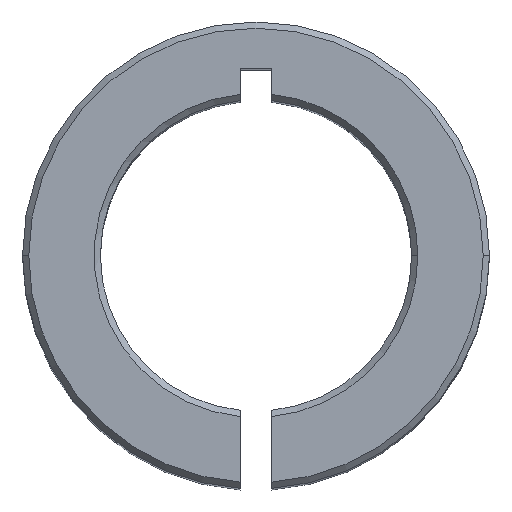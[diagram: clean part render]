
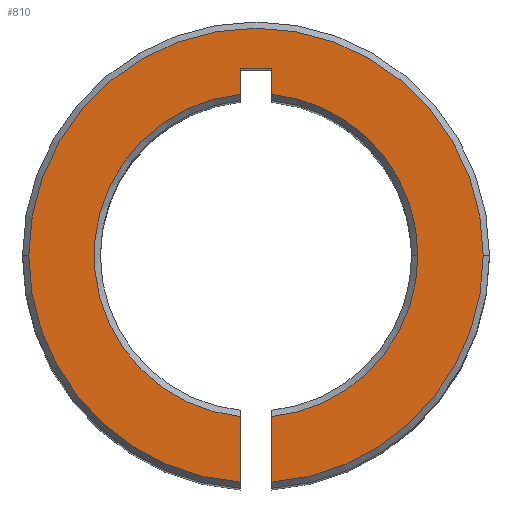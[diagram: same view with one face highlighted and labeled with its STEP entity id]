
A CAD part, top view. The second image highlights one B-rep face of the part: STEP entity #810.
In plain terms, the highlighted planar face has unit normal (0, 0, 1).
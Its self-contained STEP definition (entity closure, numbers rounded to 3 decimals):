
#12 = LINE ( 'NONE', #539, #739 ) ;
#15 = CARTESIAN_POINT ( 'NONE',  ( 0.5, -7.283, 29.5 ) ) ;
#16 = EDGE_CURVE ( 'NONE', #666, #425, #12, .T. ) ;
#25 = ORIENTED_EDGE ( 'NONE', *, *, #557, .T. ) ;
#31 = CARTESIAN_POINT ( 'NONE',  ( 5.2, 0., 29.5 ) ) ;
#42 = CARTESIAN_POINT ( 'NONE',  ( -0.5, 6., 29.5 ) ) ;
#47 = LINE ( 'NONE', #346, #228 ) ;
#49 = AXIS2_PLACEMENT_3D ( 'NONE', #219, #725, #265 ) ;
#73 = VECTOR ( 'NONE', #374, 1000. ) ;
#88 = CARTESIAN_POINT ( 'NONE',  ( 0., 0., 29.5 ) ) ;
#92 = DIRECTION ( 'NONE',  ( 0., 0., 1. ) ) ;
#95 = VERTEX_POINT ( 'NONE', #166 ) ;
#118 = VERTEX_POINT ( 'NONE', #811 ) ;
#121 = VERTEX_POINT ( 'NONE', #423 ) ;
#126 = LINE ( 'NONE', #233, #398 ) ;
#129 = VERTEX_POINT ( 'NONE', #491 ) ;
#132 = CIRCLE ( 'NONE', #383, 5.2 ) ;
#134 = AXIS2_PLACEMENT_3D ( 'NONE', #464, #92, #693 ) ;
#141 = FACE_OUTER_BOUND ( 'NONE', #170, .T. ) ;
#158 = ORIENTED_EDGE ( 'NONE', *, *, #16, .F. ) ;
#160 = ORIENTED_EDGE ( 'NONE', *, *, #470, .F. ) ;
#166 = CARTESIAN_POINT ( 'NONE',  ( -0.5, 5.176, 29.5 ) ) ;
#170 = EDGE_LOOP ( 'NONE', ( #220, #25, #160, #158, #462, #527, #261, #656, #326, #498, #534 ) ) ;
#183 = AXIS2_PLACEMENT_3D ( 'NONE', #88, #774, #363 ) ;
#187 = EDGE_CURVE ( 'NONE', #411, #733, #132, .T. ) ;
#216 = DIRECTION ( 'NONE',  ( -1., 0., 0. ) ) ;
#218 = DIRECTION ( 'NONE',  ( 1., 0., 0. ) ) ;
#219 = CARTESIAN_POINT ( 'NONE',  ( 0., 0., 29.5 ) ) ;
#220 = ORIENTED_EDGE ( 'NONE', *, *, #787, .F. ) ;
#224 = EDGE_CURVE ( 'NONE', #411, #666, #47, .T. ) ;
#228 = VECTOR ( 'NONE', #452, 1000. ) ;
#233 = CARTESIAN_POINT ( 'NONE',  ( -0.5, 6., 29.5 ) ) ;
#240 = DIRECTION ( 'NONE',  ( 1., 0., 0. ) ) ;
#244 = CARTESIAN_POINT ( 'NONE',  ( 0., 0., 29.5 ) ) ;
#260 = AXIS2_PLACEMENT_3D ( 'NONE', #244, #764, #312 ) ;
#261 = ORIENTED_EDGE ( 'NONE', *, *, #587, .T. ) ;
#265 = DIRECTION ( 'NONE',  ( 1., 0., 0. ) ) ;
#287 = DIRECTION ( 'NONE',  ( 1., 0., 0. ) ) ;
#299 = EDGE_CURVE ( 'NONE', #480, #367, #635, .T. ) ;
#312 = DIRECTION ( 'NONE',  ( 1., 0., 0. ) ) ;
#326 = ORIENTED_EDGE ( 'NONE', *, *, #654, .T. ) ;
#342 = DIRECTION ( 'NONE',  ( 0., 0., -1. ) ) ;
#345 = CARTESIAN_POINT ( 'NONE',  ( 0., 0., 29.5 ) ) ;
#346 = CARTESIAN_POINT ( 'NONE',  ( 0.5, 6., 29.5 ) ) ;
#354 = CARTESIAN_POINT ( 'NONE',  ( 0.5, 6., 29.5 ) ) ;
#363 = DIRECTION ( 'NONE',  ( 1., 0., 0. ) ) ;
#367 = VERTEX_POINT ( 'NONE', #409 ) ;
#374 = DIRECTION ( 'NONE',  ( 0., 1., 0. ) ) ;
#383 = AXIS2_PLACEMENT_3D ( 'NONE', #420, #736, #218 ) ;
#385 = CIRCLE ( 'NONE', #134, 7.3 ) ;
#389 = EDGE_CURVE ( 'NONE', #502, #121, #724, .T. ) ;
#398 = VECTOR ( 'NONE', #731, 1000. ) ;
#409 = CARTESIAN_POINT ( 'NONE',  ( 0.5, -5.176, 29.5 ) ) ;
#411 = VERTEX_POINT ( 'NONE', #412 ) ;
#412 = CARTESIAN_POINT ( 'NONE',  ( 0.5, 5.176, 29.5 ) ) ;
#420 = CARTESIAN_POINT ( 'NONE',  ( 0., 0., 29.5 ) ) ;
#423 = CARTESIAN_POINT ( 'NONE',  ( -0.5, -7.283, 29.5 ) ) ;
#425 = VERTEX_POINT ( 'NONE', #42 ) ;
#445 = DIRECTION ( 'NONE',  ( 0., -1., 0. ) ) ;
#452 = DIRECTION ( 'NONE',  ( 0., 1., 0. ) ) ;
#453 = CIRCLE ( 'NONE', #515, 7.3 ) ;
#462 = ORIENTED_EDGE ( 'NONE', *, *, #224, .F. ) ;
#464 = CARTESIAN_POINT ( 'NONE',  ( 0., 0., 29.5 ) ) ;
#470 = EDGE_CURVE ( 'NONE', #425, #95, #126, .T. ) ;
#480 = VERTEX_POINT ( 'NONE', #15 ) ;
#491 = CARTESIAN_POINT ( 'NONE',  ( -0.5, -5.176, 29.5 ) ) ;
#498 = ORIENTED_EDGE ( 'NONE', *, *, #509, .T. ) ;
#502 = VERTEX_POINT ( 'NONE', #741 ) ;
#506 = LINE ( 'NONE', #565, #522 ) ;
#509 = EDGE_CURVE ( 'NONE', #118, #502, #453, .T. ) ;
#515 = AXIS2_PLACEMENT_3D ( 'NONE', #345, #610, #287 ) ;
#522 = VECTOR ( 'NONE', #445, 1000. ) ;
#527 = ORIENTED_EDGE ( 'NONE', *, *, #187, .T. ) ;
#534 = ORIENTED_EDGE ( 'NONE', *, *, #389, .T. ) ;
#539 = CARTESIAN_POINT ( 'NONE',  ( -0.5, 6., 29.5 ) ) ;
#557 = EDGE_CURVE ( 'NONE', #129, #95, #692, .T. ) ;
#565 = CARTESIAN_POINT ( 'NONE',  ( -0.5, 6., 29.5 ) ) ;
#587 = EDGE_CURVE ( 'NONE', #733, #367, #847, .T. ) ;
#610 = DIRECTION ( 'NONE',  ( 0., 0., 1. ) ) ;
#635 = LINE ( 'NONE', #680, #73 ) ;
#654 = EDGE_CURVE ( 'NONE', #480, #118, #385, .T. ) ;
#656 = ORIENTED_EDGE ( 'NONE', *, *, #299, .F. ) ;
#666 = VERTEX_POINT ( 'NONE', #354 ) ;
#680 = CARTESIAN_POINT ( 'NONE',  ( 0.5, 6., 29.5 ) ) ;
#692 = CIRCLE ( 'NONE', #704, 5.2 ) ;
#693 = DIRECTION ( 'NONE',  ( 1., 0., 0. ) ) ;
#704 = AXIS2_PLACEMENT_3D ( 'NONE', #729, #342, #240 ) ;
#724 = CIRCLE ( 'NONE', #49, 7.3 ) ;
#725 = DIRECTION ( 'NONE',  ( 0., 0., 1. ) ) ;
#729 = CARTESIAN_POINT ( 'NONE',  ( 0., 0., 29.5 ) ) ;
#731 = DIRECTION ( 'NONE',  ( 0., -1., 0. ) ) ;
#733 = VERTEX_POINT ( 'NONE', #31 ) ;
#736 = DIRECTION ( 'NONE',  ( 0., 0., -1. ) ) ;
#739 = VECTOR ( 'NONE', #216, 1000. ) ;
#741 = CARTESIAN_POINT ( 'NONE',  ( -7.3, 0., 29.5 ) ) ;
#764 = DIRECTION ( 'NONE',  ( 0., 0., 1. ) ) ;
#774 = DIRECTION ( 'NONE',  ( 0., 0., -1. ) ) ;
#787 = EDGE_CURVE ( 'NONE', #129, #121, #506, .T. ) ;
#810 = ADVANCED_FACE ( 'NONE', ( #141 ), #832, .T. ) ;
#811 = CARTESIAN_POINT ( 'NONE',  ( 7.3, 0., 29.5 ) ) ;
#832 = PLANE ( 'NONE',  #260 ) ;
#847 = CIRCLE ( 'NONE', #183, 5.2 ) ;
